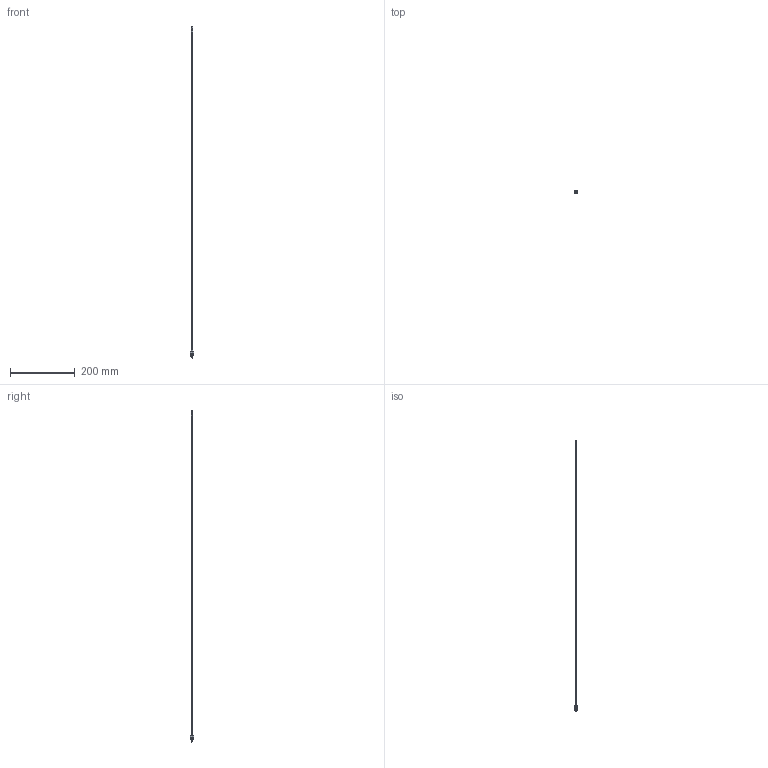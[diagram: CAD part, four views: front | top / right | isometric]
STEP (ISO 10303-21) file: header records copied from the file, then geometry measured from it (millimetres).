
FILE_DESCRIPTION (( 'STEP AP203' ), '1' );
FILE_NAME ('17376-E0W.STEP', '2022-08-16T14:19:14', ( '' ), ( '' ), 'SwSTEP 2.0', 'SolidWorks 2018', '' );
FILE_SCHEMA (( 'CONFIG_CONTROL_DESIGN' ));
Length unit declared in the file: millimetre
Products named in the file (1): 17376-E0W
Bounding box: 9.99 x 9.99 x 1024.42 mm (x, y, z)
Volume: 1688.9 mm3; surface area: 5923 mm2
Topology: 9 solids, 9 shells, 485 faces, 1554 edges, 1129 vertices
Faces by surface type: plane 241, cylinder 196, cone 36, torus 10, bspline 2
Entity records: 20522 total; most frequent: CARTESIAN_POINT 7023, ORIENTED_EDGE 3104, DIRECTION 2463, EDGE_CURVE 1552, VERTEX_POINT 1129, AXIS2_PLACEMENT_3D 971, EDGE_LOOP 575, B_SPLINE_CURVE_WITH_KNOTS 536
